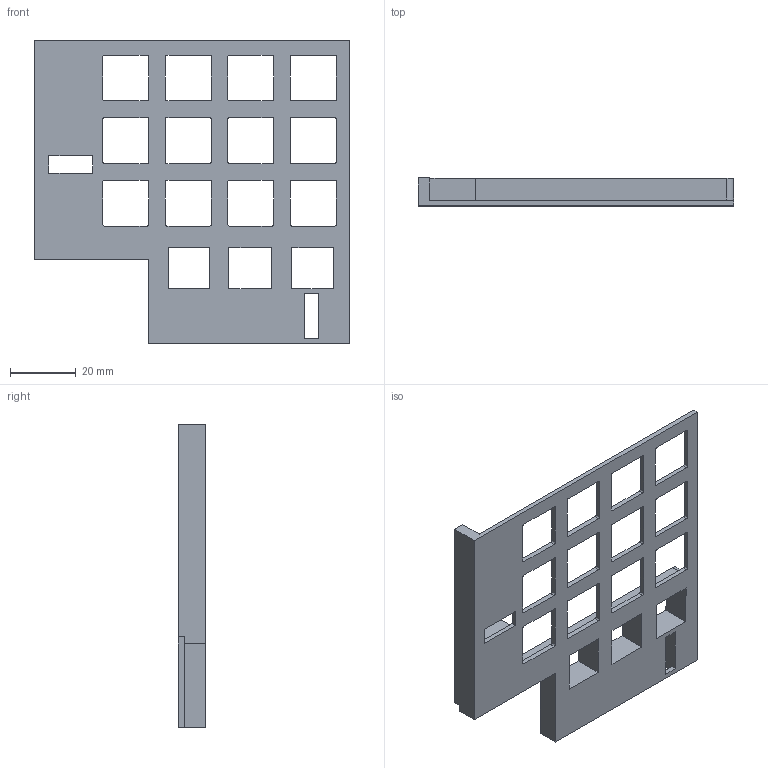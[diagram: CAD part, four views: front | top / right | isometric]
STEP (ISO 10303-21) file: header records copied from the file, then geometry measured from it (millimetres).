
FILE_DESCRIPTION(/* description */ (''),/* implementation_level */ '2;1');
FILE_NAME(/* name */ 'keycap grid.step',/* time_stamp */ '2024-10-20T22:09:09+02:00',/* author */ (''),/* organization */ (''),/* preprocessor_version */ 'ST-DEVELOPER v20',/* originating_system */ 'Autodesk Translation Framework v13.20.0.188',/* authorisation */ '');
FILE_SCHEMA (('AUTOMOTIVE_DESIGN { 1 0 10303 214 3 1 1 }'));
Length unit declared in the file: millimetre
Products named in the file (1): keycap grid
Bounding box: 96 x 8.5 x 92.5 mm (x, y, z)
Volume: 19484.5 mm3; surface area: 15865.2 mm2
Topology: 1 solids, 1 shells, 139 faces, 414 edges, 276 vertices
Faces by surface type: plane 90, cylinder 49
Entity records: 4774 total; most frequent: CARTESIAN_POINT 830, ORIENTED_EDGE 828, DIRECTION 792, EDGE_CURVE 414, LINE 316, VECTOR 316, VERTEX_POINT 276, AXIS2_PLACEMENT_3D 238
